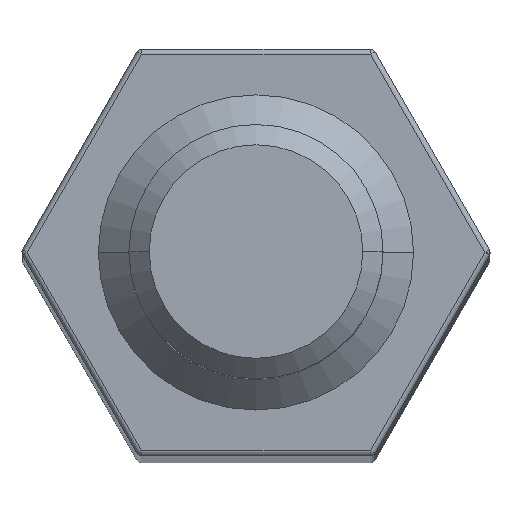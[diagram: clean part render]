
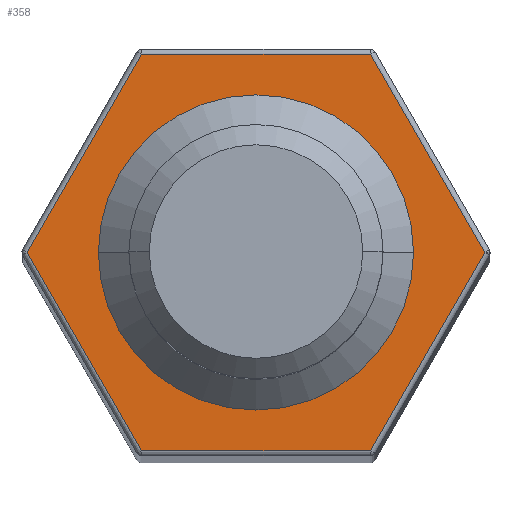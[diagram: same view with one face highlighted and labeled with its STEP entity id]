
A CAD part, top view. The second image highlights one B-rep face of the part: STEP entity #358.
In plain terms, the highlighted planar face has unit normal (0, 0, 1).
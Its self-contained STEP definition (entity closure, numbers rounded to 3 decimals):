
#2 = DIRECTION ( 'NONE',  ( -0.5, 0.866, 0. ) ) ;
#37 = CARTESIAN_POINT ( 'NONE',  ( 2.252, 3.9, 0. ) ) ;
#42 = VECTOR ( 'NONE', #2, 1000. ) ;
#81 = VERTEX_POINT ( 'NONE', #1233 ) ;
#89 = DIRECTION ( 'NONE',  ( -1., 0., 0. ) ) ;
#92 = CIRCLE ( 'NONE', #981, 3.1 ) ;
#100 = CARTESIAN_POINT ( 'NONE',  ( -4.619, 3.9, 0. ) ) ;
#102 = CARTESIAN_POINT ( 'NONE',  ( -3.1, 0., 0. ) ) ;
#125 = VECTOR ( 'NONE', #615, 1000. ) ;
#185 = CARTESIAN_POINT ( 'NONE',  ( 3.1, 0., 0. ) ) ;
#202 = DIRECTION ( 'NONE',  ( 0., 0., -1. ) ) ;
#209 = DIRECTION ( 'NONE',  ( -0.5, -0.866, 0. ) ) ;
#215 = VECTOR ( 'NONE', #89, 1000. ) ;
#220 = CARTESIAN_POINT ( 'NONE',  ( 4.503, 0., 0. ) ) ;
#221 = ORIENTED_EDGE ( 'NONE', *, *, #795, .T. ) ;
#222 = CARTESIAN_POINT ( 'NONE',  ( -4.532, -0.05, 0. ) ) ;
#234 = EDGE_CURVE ( 'NONE', #1179, #982, #92, .T. ) ;
#266 = CARTESIAN_POINT ( 'NONE',  ( -2.252, -3.9, 0. ) ) ;
#268 = EDGE_LOOP ( 'NONE', ( #1223, #1029 ) ) ;
#284 = CARTESIAN_POINT ( 'NONE',  ( -4.503, 0., 0. ) ) ;
#305 = CARTESIAN_POINT ( 'NONE',  ( -4.532, 0.05, 0. ) ) ;
#330 = ORIENTED_EDGE ( 'NONE', *, *, #722, .T. ) ;
#337 = DIRECTION ( 'NONE',  ( 0.5, -0.866, 0. ) ) ;
#358 = ADVANCED_FACE ( 'NONE', ( #1274, #1202 ), #846, .F. ) ;
#380 = LINE ( 'NONE', #647, #42 ) ;
#419 = CARTESIAN_POINT ( 'NONE',  ( -2.252, 3.9, 0. ) ) ;
#426 = VECTOR ( 'NONE', #209, 1000. ) ;
#493 = EDGE_CURVE ( 'NONE', #81, #1242, #1316, .T. ) ;
#514 = CARTESIAN_POINT ( 'NONE',  ( -4.619, -3.9, 0. ) ) ;
#535 = CIRCLE ( 'NONE', #1177, 3.1 ) ;
#568 = EDGE_CURVE ( 'NONE', #1410, #81, #1116, .T. ) ;
#600 = CARTESIAN_POINT ( 'NONE',  ( 2.223, -3.95, 0. ) ) ;
#615 = DIRECTION ( 'NONE',  ( 0.5, 0.866, 0. ) ) ;
#639 = ORIENTED_EDGE ( 'NONE', *, *, #568, .T. ) ;
#641 = VERTEX_POINT ( 'NONE', #419 ) ;
#647 = CARTESIAN_POINT ( 'NONE',  ( 2.223, 3.95, 0. ) ) ;
#722 = EDGE_CURVE ( 'NONE', #739, #1410, #1381, .T. ) ;
#735 = EDGE_LOOP ( 'NONE', ( #788, #1085, #221, #330, #639, #926 ) ) ;
#739 = VERTEX_POINT ( 'NONE', #284 ) ;
#788 = ORIENTED_EDGE ( 'NONE', *, *, #1016, .T. ) ;
#795 = EDGE_CURVE ( 'NONE', #641, #739, #1345, .T. ) ;
#800 = VECTOR ( 'NONE', #337, 1000. ) ;
#807 = DIRECTION ( 'NONE',  ( -1., 0., 0. ) ) ;
#809 = DIRECTION ( 'NONE',  ( 0., 0., -1. ) ) ;
#814 = CARTESIAN_POINT ( 'NONE',  ( -4.619, 0., 0. ) ) ;
#821 = LINE ( 'NONE', #100, #215 ) ;
#822 = VECTOR ( 'NONE', #1354, 1000. ) ;
#846 = PLANE ( 'NONE',  #885 ) ;
#871 = EDGE_CURVE ( 'NONE', #1385, #641, #821, .T. ) ;
#882 = CARTESIAN_POINT ( 'NONE',  ( 0., 0., 0. ) ) ;
#885 = AXIS2_PLACEMENT_3D ( 'NONE', #814, #809, #807 ) ;
#926 = ORIENTED_EDGE ( 'NONE', *, *, #493, .T. ) ;
#980 = DIRECTION ( 'NONE',  ( -1., 0., 0. ) ) ;
#981 = AXIS2_PLACEMENT_3D ( 'NONE', #991, #988, #980 ) ;
#982 = VERTEX_POINT ( 'NONE', #185 ) ;
#986 = DIRECTION ( 'NONE',  ( -1., 0., 0. ) ) ;
#988 = DIRECTION ( 'NONE',  ( 0., 0., -1. ) ) ;
#991 = CARTESIAN_POINT ( 'NONE',  ( 0., 0., 0. ) ) ;
#1016 = EDGE_CURVE ( 'NONE', #1242, #1385, #380, .T. ) ;
#1029 = ORIENTED_EDGE ( 'NONE', *, *, #1091, .T. ) ;
#1085 = ORIENTED_EDGE ( 'NONE', *, *, #871, .T. ) ;
#1091 = EDGE_CURVE ( 'NONE', #982, #1179, #535, .T. ) ;
#1116 = LINE ( 'NONE', #514, #822 ) ;
#1177 = AXIS2_PLACEMENT_3D ( 'NONE', #882, #202, #986 ) ;
#1179 = VERTEX_POINT ( 'NONE', #102 ) ;
#1202 = FACE_BOUND ( 'NONE', #268, .T. ) ;
#1223 = ORIENTED_EDGE ( 'NONE', *, *, #234, .T. ) ;
#1233 = CARTESIAN_POINT ( 'NONE',  ( 2.252, -3.9, 0. ) ) ;
#1242 = VERTEX_POINT ( 'NONE', #220 ) ;
#1274 = FACE_OUTER_BOUND ( 'NONE', #735, .T. ) ;
#1316 = LINE ( 'NONE', #600, #125 ) ;
#1345 = LINE ( 'NONE', #222, #426 ) ;
#1354 = DIRECTION ( 'NONE',  ( 1., 0., 0. ) ) ;
#1381 = LINE ( 'NONE', #305, #800 ) ;
#1385 = VERTEX_POINT ( 'NONE', #37 ) ;
#1410 = VERTEX_POINT ( 'NONE', #266 ) ;
